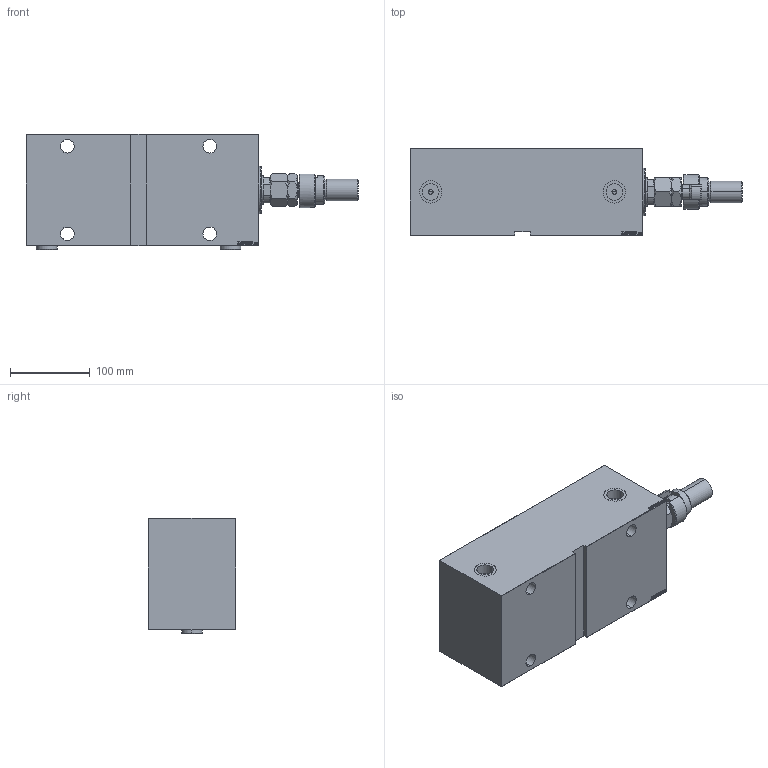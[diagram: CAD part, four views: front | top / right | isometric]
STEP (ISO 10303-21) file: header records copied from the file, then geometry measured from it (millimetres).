
FILE_DESCRIPTION (( 'STEP AP203' ), '1' );
FILE_NAME ('170b.STEP', '2024-02-12T17:57:43', ( '' ), ( '' ), 'SwSTEP 2.0', 'SolidWorks 2019', '' );
FILE_SCHEMA (( 'CONFIG_CONTROL_DESIGN' ));
Length unit declared in the file: millimetre
Products named in the file (8): V450CM_VC_B ea90a6940d20795c98b8dcee5726d7e2; V450CM_E_Body ea90a6940d20795c98b8dcee5726d7e2; DFA ea90a6940d20795c98b8dcee5726d7e2; V450CM_E_VCP ea90a6940d20795c98b8dcee5726d7e2; 170b; Zatka_OIL_PORT ea90a6940d20795c98b8dcee5726d7e2; FEMALE_PART_FOR_DFA ea90a6940d20795c98b8dcee5726d7e2; MFA ea90a6940d20795c98b8dcee5726d7e2
Assembly tree (8 placements, depth 3):
  170b
    V450CM_E_Body ea90a6940d20795c98b8dcee5726d7e2
    V450CM_E_VCP ea90a6940d20795c98b8dcee5726d7e2
    V450CM_VC_B ea90a6940d20795c98b8dcee5726d7e2
    DFA ea90a6940d20795c98b8dcee5726d7e2
      FEMALE_PART_FOR_DFA ea90a6940d20795c98b8dcee5726d7e2
      MFA ea90a6940d20795c98b8dcee5726d7e2
    Zatka_OIL_PORT ea90a6940d20795c98b8dcee5726d7e2  x2
Bounding box: 417.5 x 110 x 144.9 mm (x, y, z)
Volume: 3666949.1 mm3; surface area: 373581.2 mm2
Topology: 7 solids, 7 shells, 997 faces, 2502 edges, 1637 vertices
Faces by surface type: plane 474, bspline 380, cylinder 81, cone 58, torus 4
Entity records: 47262 total; most frequent: CARTESIAN_POINT 25453, ORIENTED_EDGE 4920, DIRECTION 3070, EDGE_CURVE 2460, VERTEX_POINT 1613, VECTOR 1418, LINE 1418, EDGE_LOOP 1111
